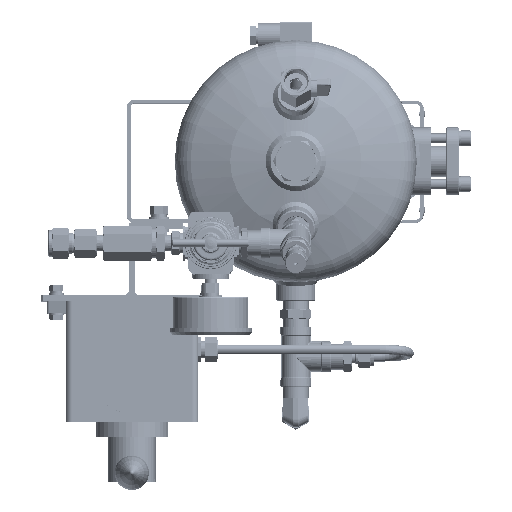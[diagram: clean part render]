
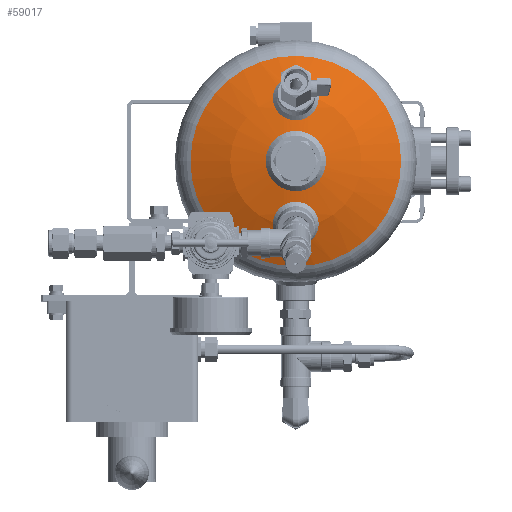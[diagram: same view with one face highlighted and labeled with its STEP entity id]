
A CAD part, top view. The second image highlights one B-rep face of the part: STEP entity #59017.
In plain terms, the highlighted spherical face has radius 202.3 mm.
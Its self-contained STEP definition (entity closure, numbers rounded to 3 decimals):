
#600=SPHERICAL_SURFACE('',#69946,202.3);
#11770=CIRCLE('',#69941,15.);
#11774=CIRCLE('',#69947,15.);
#11775=CIRCLE('',#69948,87.326);
#11776=CIRCLE('',#69949,20.);
#14234=ORIENTED_EDGE('',*,*,#31556,.T.);
#14235=ORIENTED_EDGE('',*,*,#31560,.T.);
#14236=ORIENTED_EDGE('',*,*,#31561,.F.);
#14237=ORIENTED_EDGE('',*,*,#31562,.F.);
#31556=EDGE_CURVE('',#40282,#40282,#11770,.T.);
#31560=EDGE_CURVE('',#40286,#40286,#11774,.T.);
#31561=EDGE_CURVE('',#40287,#40287,#11775,.T.);
#31562=EDGE_CURVE('',#40288,#40288,#11776,.F.);
#40282=VERTEX_POINT('',#92564);
#40286=VERTEX_POINT('',#92574);
#40287=VERTEX_POINT('',#92576);
#40288=VERTEX_POINT('',#92578);
#48826=EDGE_LOOP('',(#14234));
#48827=EDGE_LOOP('',(#14235));
#48828=EDGE_LOOP('',(#14236));
#48829=EDGE_LOOP('',(#14237));
#53521=FACE_BOUND('',#48826,.T.);
#53522=FACE_BOUND('',#48827,.T.);
#53523=FACE_BOUND('',#48828,.T.);
#53524=FACE_BOUND('',#48829,.T.);
#59017=ADVANCED_FACE('',(#53521,#53522,#53523,#53524),#600,.T.);
#69941=AXIS2_PLACEMENT_3D('',#92563,#76361,#76362);
#69946=AXIS2_PLACEMENT_3D('',#92572,#76371,#76372);
#69947=AXIS2_PLACEMENT_3D('',#92573,#76373,#76374);
#69948=AXIS2_PLACEMENT_3D('',#92575,#76375,#76376);
#69949=AXIS2_PLACEMENT_3D('',#92577,#76377,#76378);
#76361=DIRECTION('',(0.259,0.,-0.966));
#76362=DIRECTION('',(0.966,0.,0.259));
#76371=DIRECTION('',(0.,0.,-1.));
#76372=DIRECTION('',(1.,0.,0.));
#76373=DIRECTION('',(-0.259,0.,-0.966));
#76374=DIRECTION('',(-0.966,0.,0.259));
#76375=DIRECTION('',(0.,0.,-1.));
#76376=DIRECTION('',(-1.,0.,0.));
#76377=DIRECTION('',(0.,0.,-1.));
#76378=DIRECTION('',(-1.,0.,0.));
#92563=CARTESIAN_POINT('',(-52.215,0.,46.028));
#92564=CARTESIAN_POINT('',(-37.726,0.,49.911));
#92572=CARTESIAN_POINT('',(0.,0.,-148.841));
#92573=CARTESIAN_POINT('',(52.215,0.,46.028));
#92574=CARTESIAN_POINT('',(37.726,0.,49.911));
#92575=CARTESIAN_POINT('',(0.,0.,33.641));
#92576=CARTESIAN_POINT('',(-87.326,0.,33.641));
#92577=CARTESIAN_POINT('',(0.,0.,52.468));
#92578=CARTESIAN_POINT('',(-20.,0.,52.468));
